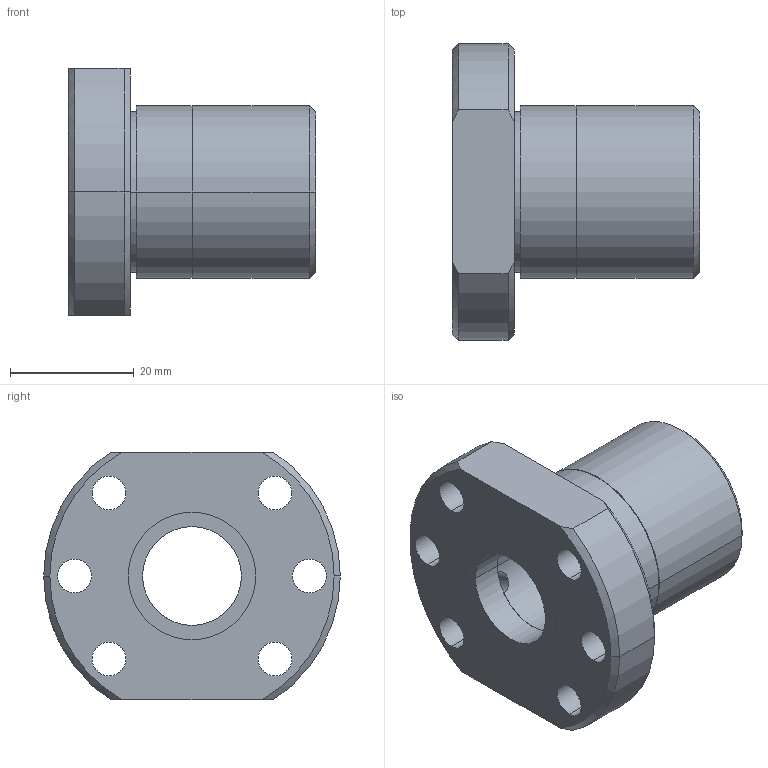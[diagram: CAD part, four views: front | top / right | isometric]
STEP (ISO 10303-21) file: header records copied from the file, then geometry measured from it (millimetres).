
FILE_DESCRIPTION( ( '' ), '1' );
FILE_NAME( '16_5t3_fsi_standard_rolled_ballscrew_2_03.stp', '2008-05-02T09:41:15', ( '' ), ( '' ), ' ', ' ', ' ' );
FILE_SCHEMA( ( 'CONFIG_CONTROL_DESIGN' ) );
Length unit declared in the file: millimetre
Products named in the file (3): 1; 2; 3
Bounding box: 40 x 48 x 40 mm (x, y, z)
Volume: 25196 mm3; surface area: 11838 mm2
Topology: 3 solids, 3 shells, 70 faces, 168 edges, 108 vertices
Faces by surface type: cylinder 42, cone 14, plane 14
Entity records: 2421 total; most frequent: CARTESIAN_POINT 564, DIRECTION 394, ORIENTED_EDGE 336, EDGE_CURVE 168, AXIS2_PLACEMENT_3D 167, VERTEX_POINT 108, EDGE_LOOP 94, CIRCLE 94
